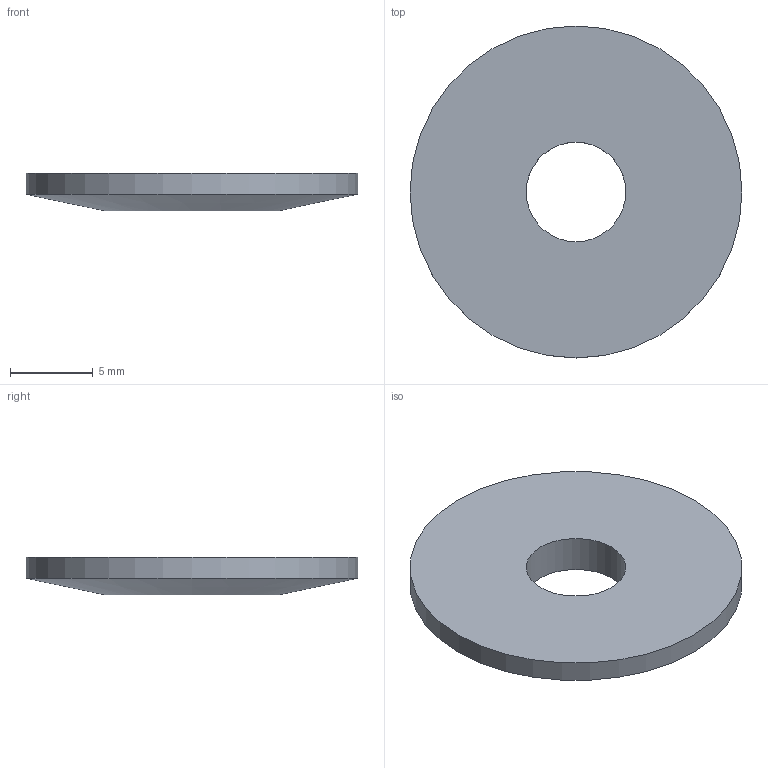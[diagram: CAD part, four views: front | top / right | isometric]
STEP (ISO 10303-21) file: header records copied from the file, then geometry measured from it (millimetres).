
FILE_DESCRIPTION(('FreeCAD Model'),'2;1');
FILE_NAME('float.step','2017-10-25T22:44:31',('Author'),(''), 'Open CASCADE STEP processor 6.8','FreeCAD','Unknown');
FILE_SCHEMA(('AUTOMOTIVE_DESIGN_CC2 { 1 2 10303 214 -1 1 5 4 }'));
Length unit declared in the file: millimetre
Products named in the file (2): ASSEMBLY; cut_float
Assembly tree (1 placements, depth 2):
  ASSEMBLY
    cut_float
Bounding box: 20 x 20 x 2.28 mm (x, y, z)
Volume: 525.4 mm3; surface area: 700.1 mm2
Topology: 1 solids, 1 shells, 5 faces, 8 edges, 5 vertices
Faces by surface type: plane 2, cylinder 2, cone 1
Full cylindrical faces by diameter (mm): 6 x1, 20 x1
Entity records: 269 total; most frequent: CARTESIAN_POINT 42, DIRECTION 42, ORIENTED_EDGE 16, PCURVE 16, DEFINITIONAL_REPRESENTATION 16, LINE 15, VECTOR 15, AXIS2_PLACEMENT_3D 12
